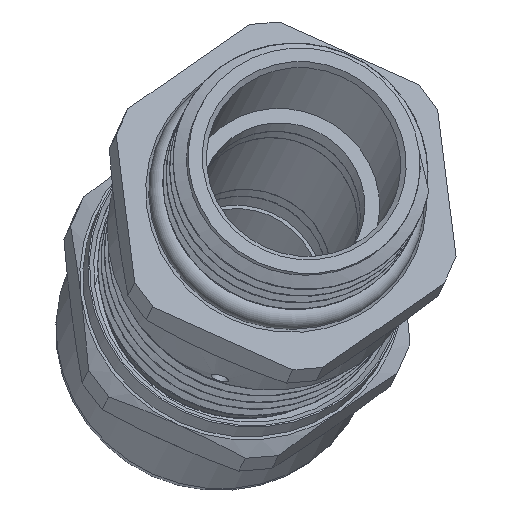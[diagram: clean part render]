
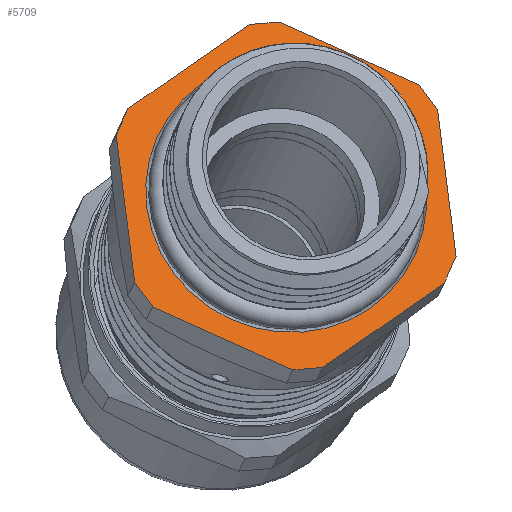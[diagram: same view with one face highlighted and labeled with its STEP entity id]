
A CAD part, left-side view. The second image highlights one B-rep face of the part: STEP entity #5709.
In plain terms, the highlighted face is planar.
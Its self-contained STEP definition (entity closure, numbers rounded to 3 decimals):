
#370=LINE('',#13223,#651);
#371=LINE('',#13225,#652);
#372=LINE('',#13227,#653);
#373=LINE('',#13229,#654);
#374=LINE('',#13231,#655);
#375=LINE('',#13233,#656);
#376=LINE('',#13235,#657);
#377=LINE('',#13237,#658);
#378=LINE('',#13239,#659);
#379=LINE('',#13241,#660);
#380=LINE('',#13243,#661);
#381=LINE('',#13244,#662);
#651=VECTOR('',#8068,10.);
#652=VECTOR('',#8069,10.);
#653=VECTOR('',#8070,10.);
#654=VECTOR('',#8071,10.);
#655=VECTOR('',#8072,10.);
#656=VECTOR('',#8073,10.);
#657=VECTOR('',#8074,10.);
#658=VECTOR('',#8075,10.);
#659=VECTOR('',#8076,10.);
#660=VECTOR('',#8077,10.);
#661=VECTOR('',#8078,10.);
#662=VECTOR('',#8079,10.);
#792=FACE_BOUND('',#1778,.T.);
#1056=PLANE('',#6493);
#1380=FACE_OUTER_BOUND('',#1777,.T.);
#1777=EDGE_LOOP('',(#5005,#5006,#5007,#5008,#5009,#5010,#5011,#5012,#5013,
#5014,#5015,#5016));
#1778=EDGE_LOOP('',(#5017));
#2328=CIRCLE('',#6491,8.674);
#2778=VERTEX_POINT('',#13216);
#2780=VERTEX_POINT('',#13221);
#2781=VERTEX_POINT('',#13222);
#2782=VERTEX_POINT('',#13224);
#2783=VERTEX_POINT('',#13226);
#2784=VERTEX_POINT('',#13228);
#2785=VERTEX_POINT('',#13230);
#2786=VERTEX_POINT('',#13232);
#2787=VERTEX_POINT('',#13234);
#2788=VERTEX_POINT('',#13236);
#2789=VERTEX_POINT('',#13238);
#2790=VERTEX_POINT('',#13240);
#2791=VERTEX_POINT('',#13242);
#3545=EDGE_CURVE('',#2778,#2778,#2328,.T.);
#3547=EDGE_CURVE('',#2780,#2781,#370,.T.);
#3548=EDGE_CURVE('',#2781,#2782,#371,.T.);
#3549=EDGE_CURVE('',#2782,#2783,#372,.T.);
#3550=EDGE_CURVE('',#2783,#2784,#373,.T.);
#3551=EDGE_CURVE('',#2784,#2785,#374,.T.);
#3552=EDGE_CURVE('',#2785,#2786,#375,.T.);
#3553=EDGE_CURVE('',#2786,#2787,#376,.T.);
#3554=EDGE_CURVE('',#2787,#2788,#377,.T.);
#3555=EDGE_CURVE('',#2788,#2789,#378,.T.);
#3556=EDGE_CURVE('',#2789,#2790,#379,.T.);
#3557=EDGE_CURVE('',#2790,#2791,#380,.T.);
#3558=EDGE_CURVE('',#2791,#2780,#381,.T.);
#5005=ORIENTED_EDGE('',*,*,#3547,.T.);
#5006=ORIENTED_EDGE('',*,*,#3548,.T.);
#5007=ORIENTED_EDGE('',*,*,#3549,.T.);
#5008=ORIENTED_EDGE('',*,*,#3550,.T.);
#5009=ORIENTED_EDGE('',*,*,#3551,.T.);
#5010=ORIENTED_EDGE('',*,*,#3552,.T.);
#5011=ORIENTED_EDGE('',*,*,#3553,.T.);
#5012=ORIENTED_EDGE('',*,*,#3554,.T.);
#5013=ORIENTED_EDGE('',*,*,#3555,.T.);
#5014=ORIENTED_EDGE('',*,*,#3556,.T.);
#5015=ORIENTED_EDGE('',*,*,#3557,.T.);
#5016=ORIENTED_EDGE('',*,*,#3558,.T.);
#5017=ORIENTED_EDGE('',*,*,#3545,.F.);
#5709=ADVANCED_FACE('',(#1380,#792),#1056,.T.);
#6491=AXIS2_PLACEMENT_3D('',#13217,#8062,#8063);
#6493=AXIS2_PLACEMENT_3D('',#13220,#8066,#8067);
#8062=DIRECTION('center_axis',(1.,0.,0.));
#8063=DIRECTION('ref_axis',(0.,0.,-1.));
#8066=DIRECTION('center_axis',(1.,0.,0.));
#8067=DIRECTION('ref_axis',(0.,0.,-1.));
#8068=DIRECTION('',(0.,-0.866,0.5));
#8069=DIRECTION('',(0.,-1.,0.));
#8070=DIRECTION('',(0.,-0.866,-0.5));
#8071=DIRECTION('',(0.,-0.5,-0.866));
#8072=DIRECTION('',(0.,0.,-1.));
#8073=DIRECTION('',(0.,0.5,-0.866));
#8074=DIRECTION('',(0.,0.866,-0.5));
#8075=DIRECTION('',(0.,1.,0.));
#8076=DIRECTION('',(0.,0.866,0.5));
#8077=DIRECTION('',(0.,0.5,0.866));
#8078=DIRECTION('',(0.,0.,1.));
#8079=DIRECTION('',(0.,-0.5,0.866));
#13216=CARTESIAN_POINT('',(-8.,0.,8.674));
#13217=CARTESIAN_POINT('Origin',(-8.,0.,0.));
#13220=CARTESIAN_POINT('Origin',(-8.,8.664,0.));
#13221=CARTESIAN_POINT('',(-8.,6.31,9.071));
#13222=CARTESIAN_POINT('',(-8.,4.701,10.));
#13223=CARTESIAN_POINT('',(-8.,9.157,7.428));
#13224=CARTESIAN_POINT('',(-8.,-4.701,10.));
#13225=CARTESIAN_POINT('',(-8.,6.683,10.));
#13226=CARTESIAN_POINT('',(-8.,-6.31,9.071));
#13227=CARTESIAN_POINT('',(-8.,-1.854,11.644));
#13228=CARTESIAN_POINT('',(-8.,-11.011,0.929));
#13229=CARTESIAN_POINT('',(-8.,-6.402,8.912));
#13230=CARTESIAN_POINT('',(-8.,-11.011,-0.929));
#13231=CARTESIAN_POINT('',(-8.,-11.011,0.464));
#13232=CARTESIAN_POINT('',(-8.,-6.31,-9.071));
#13233=CARTESIAN_POINT('',(-8.,-8.753,-4.84));
#13234=CARTESIAN_POINT('',(-8.,-4.701,-10.));
#13235=CARTESIAN_POINT('',(-8.,-2.659,-11.179));
#13236=CARTESIAN_POINT('',(-8.,4.701,-10.));
#13237=CARTESIAN_POINT('',(-8.,1.981,-10.));
#13238=CARTESIAN_POINT('',(-8.,6.31,-9.071));
#13239=CARTESIAN_POINT('',(-8.,8.352,-7.892));
#13240=CARTESIAN_POINT('',(-8.,11.011,-0.929));
#13241=CARTESIAN_POINT('',(-8.,8.568,-5.16));
#13242=CARTESIAN_POINT('',(-8.,11.011,0.929));
#13243=CARTESIAN_POINT('',(-8.,11.011,-0.464));
#13244=CARTESIAN_POINT('',(-8.,10.919,1.088));
